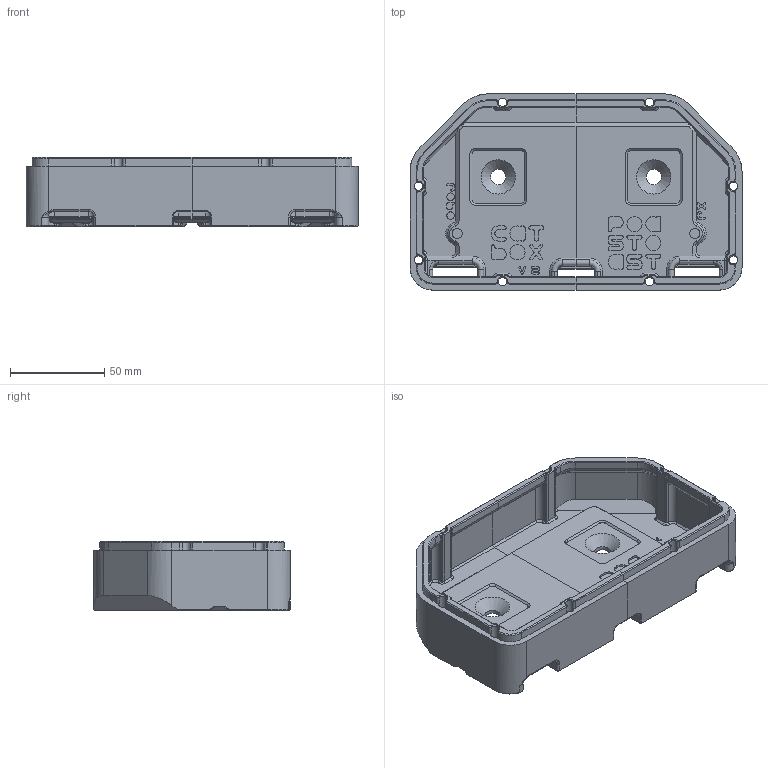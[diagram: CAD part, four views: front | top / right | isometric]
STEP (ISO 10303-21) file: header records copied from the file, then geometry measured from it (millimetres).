
FILE_DESCRIPTION(('HOOPS Exchange Step'),'2;1');
FILE_NAME('temp_export','2021-11-30T12:09:02-05:00',('poastoast'),('Shapr3D Limited'),'HOOPS Exchange 2021.1','Shapr3D','Authorized');
FILE_SCHEMA( ('AP203_CONFIGURATION_CONTROLLED_3D_DESIGN_OF_MECHANICAL_PARTS_AND_ASSEMBLIES_MIM_LF') );
Length unit declared in the file: millimetre
Products named in the file (2): [6.1]; B6BA5765-C180-4C8E-934D-9F0BD9943781.tmp
Assembly tree (1 placements, depth 2):
  B6BA5765-C180-4C8E-934D-9F0BD9943781.tmp
    [6.1]
Bounding box: 176 x 104 x 36.6 mm (x, y, z)
Volume: 162624.4 mm3; surface area: 78224.4 mm2
Topology: 2 solids, 2 shells, 1182 faces, 3005 edges, 1823 vertices
Faces by surface type: plane 480, cylinder 418, cone 189, bspline 63, torus 32
Full cylindrical faces by diameter (mm): 4 x2, 4.4 x8, 5.4 x2, 6.4 x8, 8 x3, 8.2 x2
Entity records: 44018 total; most frequent: CARTESIAN_POINT 15195, DIRECTION 6223, ORIENTED_EDGE 5964, EDGE_CURVE 2982, AXIS2_PLACEMENT_3D 2232, VERTEX_POINT 1823, VECTOR 1759, LINE 1759
